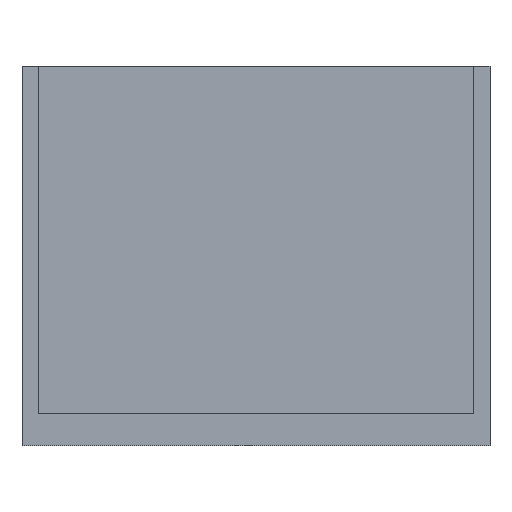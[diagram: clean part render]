
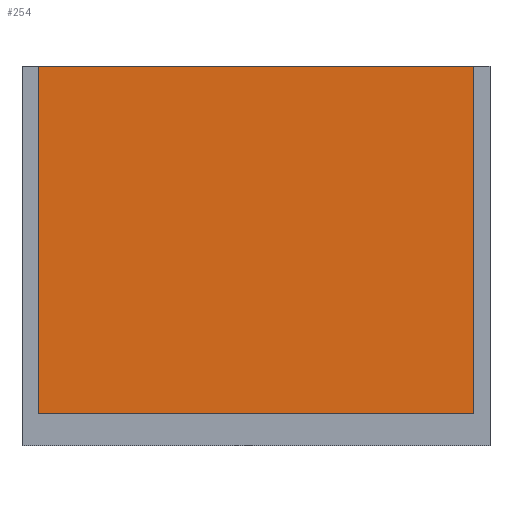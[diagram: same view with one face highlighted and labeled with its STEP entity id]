
A CAD part, top view. The second image highlights one B-rep face of the part: STEP entity #254.
In plain terms, the highlighted planar face has unit normal (0, 0, 1).
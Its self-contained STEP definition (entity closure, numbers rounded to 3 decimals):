
#20=FACE_OUTER_BOUND('',#34,.T.);
#34=EDGE_LOOP('',(#192,#193,#194,#195));
#51=LINE('',#376,#85);
#54=LINE('',#382,#88);
#59=LINE('',#392,#93);
#65=LINE('',#403,#99);
#85=VECTOR('',#305,10.);
#88=VECTOR('',#310,10.);
#93=VECTOR('',#317,10.);
#99=VECTOR('',#327,10.);
#119=VERTEX_POINT('',#373);
#120=VERTEX_POINT('',#375);
#122=VERTEX_POINT('',#381);
#126=VERTEX_POINT('',#391);
#141=EDGE_CURVE('',#120,#119,#51,.T.);
#144=EDGE_CURVE('',#120,#122,#54,.T.);
#149=EDGE_CURVE('',#126,#122,#59,.T.);
#155=EDGE_CURVE('',#119,#126,#65,.T.);
#192=ORIENTED_EDGE('',*,*,#141,.T.);
#193=ORIENTED_EDGE('',*,*,#155,.T.);
#194=ORIENTED_EDGE('',*,*,#149,.T.);
#195=ORIENTED_EDGE('',*,*,#144,.F.);
#240=PLANE('',#282);
#254=ADVANCED_FACE('',(#20),#240,.T.);
#282=AXIS2_PLACEMENT_3D('',#402,#325,#326);
#305=DIRECTION('',(0.,1.,0.));
#310=DIRECTION('',(-1.,0.,0.));
#317=DIRECTION('',(0.,-1.,0.));
#325=DIRECTION('center_axis',(0.,0.,1.));
#326=DIRECTION('ref_axis',(0.,1.,0.));
#327=DIRECTION('',(-1.,0.,0.));
#373=CARTESIAN_POINT('',(-3.,64.76,0.));
#375=CARTESIAN_POINT('',(-3.,-0.5,0.));
#376=CARTESIAN_POINT('',(-3.,32.13,0.));
#381=CARTESIAN_POINT('',(-83.,-0.5,0.));
#382=CARTESIAN_POINT('',(0.,-0.5,0.));
#391=CARTESIAN_POINT('',(-83.,64.76,0.));
#392=CARTESIAN_POINT('',(-83.,-0.5,0.));
#402=CARTESIAN_POINT('Origin',(0.,-0.5,0.));
#403=CARTESIAN_POINT('',(0.,64.76,0.));
